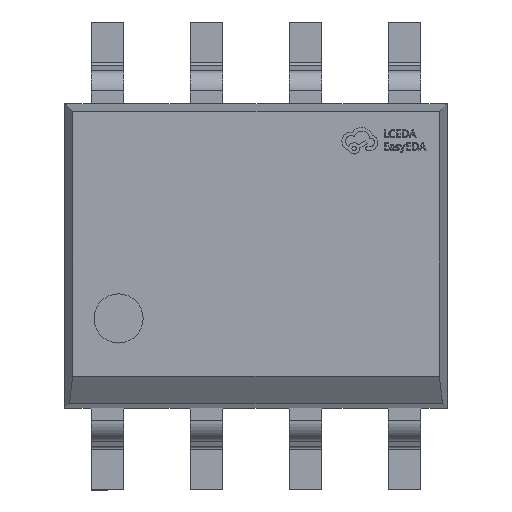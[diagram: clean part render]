
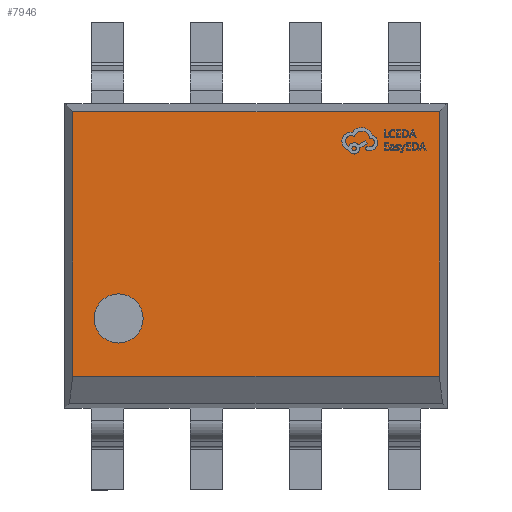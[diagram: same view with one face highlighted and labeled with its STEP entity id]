
A CAD part, top view. The second image highlights one B-rep face of the part: STEP entity #7946.
In plain terms, the highlighted planar face has unit normal (0, 0, 1).
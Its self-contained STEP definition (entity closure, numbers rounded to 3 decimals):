
#78 = DIRECTION ( 'NONE',  ( 0., 1., 0. ) ) ;
#1470 = LINE ( 'NONE', #6770, #9729 ) ;
#1822 = CARTESIAN_POINT ( 'NONE',  ( 0., 0., 1.55 ) ) ;
#2947 = ORIENTED_EDGE ( 'NONE', *, *, #5101, .F. ) ;
#3304 = PLANE ( 'NONE',  #19124 ) ;
#3973 = CARTESIAN_POINT ( 'NONE',  ( 2.35, 1.85, 1.55 ) ) ;
#4099 = CARTESIAN_POINT ( 'NONE',  ( -1.762, -0.803, 1.55 ) ) ;
#4822 = DIRECTION ( 'NONE',  ( -1., 0., 0. ) ) ;
#5101 = EDGE_CURVE ( 'NONE', #10680, #18646, #6191, .T. ) ;
#5891 = VECTOR ( 'NONE', #4822, 1000. ) ;
#6191 = CIRCLE ( 'NONE', #8363, 0.315 ) ;
#6379 = ORIENTED_EDGE ( 'NONE', *, *, #7440, .T. ) ;
#6668 = DIRECTION ( 'NONE',  ( 0., 0., 1. ) ) ;
#6744 = ORIENTED_EDGE ( 'NONE', *, *, #16574, .F. ) ;
#6770 = CARTESIAN_POINT ( 'NONE',  ( -2.35, -1.95, 1.55 ) ) ;
#7054 = CARTESIAN_POINT ( 'NONE',  ( 2.35, -1.546, 1.55 ) ) ;
#7440 = EDGE_CURVE ( 'NONE', #9836, #10605, #10911, .T. ) ;
#7561 = LINE ( 'NONE', #10948, #16018 ) ;
#7946 = ADVANCED_FACE ( 'NONE', ( #12202, #18876 ), #3304, .T. ) ;
#8141 = EDGE_CURVE ( 'NONE', #17544, #14300, #22043, .T. ) ;
#8363 = AXIS2_PLACEMENT_3D ( 'NONE', #4099, #14591, #9102 ) ;
#8831 = CARTESIAN_POINT ( 'NONE',  ( -1.762, -0.803, 1.55 ) ) ;
#8969 = EDGE_CURVE ( 'NONE', #10605, #17544, #7561, .T. ) ;
#9083 = AXIS2_PLACEMENT_3D ( 'NONE', #8831, #6668, #20449 ) ;
#9102 = DIRECTION ( 'NONE',  ( 0., 1., 0. ) ) ;
#9729 = VECTOR ( 'NONE', #13220, 1000. ) ;
#9836 = VERTEX_POINT ( 'NONE', #14246 ) ;
#10210 = DIRECTION ( 'NONE',  ( 0., 0., 1. ) ) ;
#10605 = VERTEX_POINT ( 'NONE', #7054 ) ;
#10680 = VERTEX_POINT ( 'NONE', #15837 ) ;
#10911 = LINE ( 'NONE', #16323, #16644 ) ;
#10948 = CARTESIAN_POINT ( 'NONE',  ( 2.35, 1.95, 1.55 ) ) ;
#11269 = ORIENTED_EDGE ( 'NONE', *, *, #8969, .T. ) ;
#11487 = EDGE_CURVE ( 'NONE', #14300, #9836, #1470, .T. ) ;
#11535 = EDGE_LOOP ( 'NONE', ( #21410, #6379, #11269, #19986 ) ) ;
#12202 = FACE_BOUND ( 'NONE', #12277, .T. ) ;
#12206 = CARTESIAN_POINT ( 'NONE',  ( -1.762, -0.488, 1.55 ) ) ;
#12277 = EDGE_LOOP ( 'NONE', ( #6744, #2947 ) ) ;
#12477 = DIRECTION ( 'NONE',  ( 1., 0., 0. ) ) ;
#13220 = DIRECTION ( 'NONE',  ( 0., -1., 0. ) ) ;
#14246 = CARTESIAN_POINT ( 'NONE',  ( -2.35, -1.546, 1.55 ) ) ;
#14300 = VERTEX_POINT ( 'NONE', #14709 ) ;
#14591 = DIRECTION ( 'NONE',  ( 0., 0., 1. ) ) ;
#14709 = CARTESIAN_POINT ( 'NONE',  ( -2.35, 1.85, 1.55 ) ) ;
#15228 = CARTESIAN_POINT ( 'NONE',  ( -2.45, 1.85, 1.55 ) ) ;
#15837 = CARTESIAN_POINT ( 'NONE',  ( -1.762, -1.118, 1.55 ) ) ;
#16018 = VECTOR ( 'NONE', #17830, 1000. ) ;
#16323 = CARTESIAN_POINT ( 'NONE',  ( 0., -1.546, 1.55 ) ) ;
#16574 = EDGE_CURVE ( 'NONE', #18646, #10680, #18808, .T. ) ;
#16644 = VECTOR ( 'NONE', #12477, 1000. ) ;
#17544 = VERTEX_POINT ( 'NONE', #3973 ) ;
#17830 = DIRECTION ( 'NONE',  ( 0., 1., 0. ) ) ;
#18646 = VERTEX_POINT ( 'NONE', #12206 ) ;
#18808 = CIRCLE ( 'NONE', #9083, 0.315 ) ;
#18876 = FACE_OUTER_BOUND ( 'NONE', #11535, .T. ) ;
#19124 = AXIS2_PLACEMENT_3D ( 'NONE', #1822, #10210, #78 ) ;
#19986 = ORIENTED_EDGE ( 'NONE', *, *, #8141, .T. ) ;
#20449 = DIRECTION ( 'NONE',  ( 0., 1., 0. ) ) ;
#21410 = ORIENTED_EDGE ( 'NONE', *, *, #11487, .T. ) ;
#22043 = LINE ( 'NONE', #15228, #5891 ) ;
